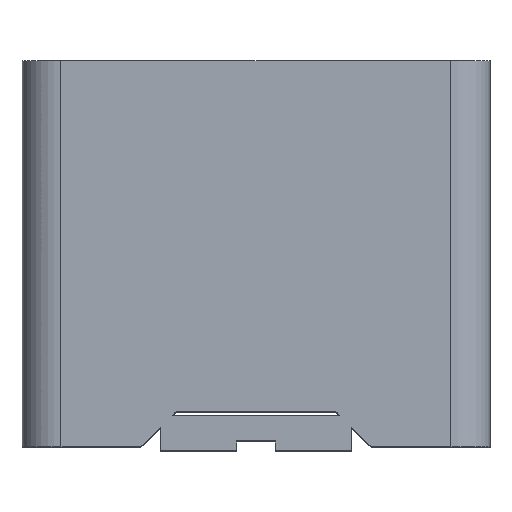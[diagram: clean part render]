
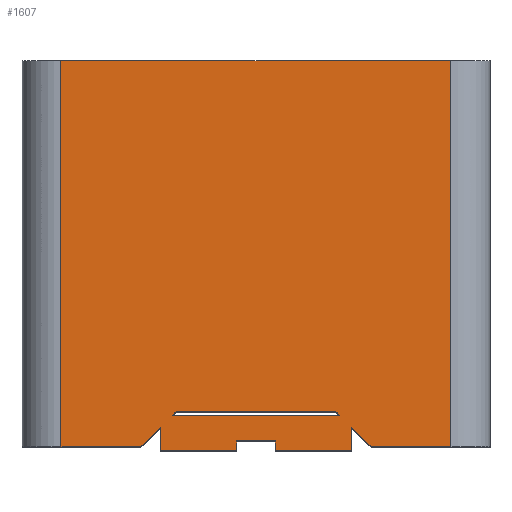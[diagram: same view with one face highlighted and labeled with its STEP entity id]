
A CAD part, top view. The second image highlights one B-rep face of the part: STEP entity #1607.
In plain terms, the highlighted planar face has unit normal (0, 0, 1).
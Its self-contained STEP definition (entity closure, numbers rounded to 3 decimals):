
#45=DIRECTION('',(1.,0.,0.));
#46=VECTOR('',#45,10.);
#47=CARTESIAN_POINT('',(-5.,10.,6.));
#48=LINE('',#47,#46);
#315=DIRECTION('',(1.,0.,0.));
#316=VECTOR('',#315,2.05);
#317=CARTESIAN_POINT('',(2.95,0.1,6.));
#318=LINE('',#317,#316);
#349=DIRECTION('',(1.,0.,0.));
#350=VECTOR('',#349,2.05);
#351=CARTESIAN_POINT('',(-5.,0.1,6.));
#352=LINE('',#351,#350);
#395=DIRECTION('',(0.707,-0.707,0.));
#396=VECTOR('',#395,0.141);
#397=CARTESIAN_POINT('',(2.05,1.,6.));
#398=LINE('',#397,#396);
#399=DIRECTION('',(0.707,-0.707,0.));
#400=VECTOR('',#399,0.707);
#401=CARTESIAN_POINT('',(2.45,0.6,6.));
#402=LINE('',#401,#400);
#507=DIRECTION('',(1.,0.,0.));
#508=VECTOR('',#507,4.3);
#509=CARTESIAN_POINT('',(-2.15,0.9,6.));
#510=LINE('',#509,#508);
#535=DIRECTION('',(1.,0.,0.));
#536=VECTOR('',#535,4.1);
#537=CARTESIAN_POINT('',(-2.05,1.,6.));
#538=LINE('',#537,#536);
#539=DIRECTION('',(0.,1.,0.));
#540=VECTOR('',#539,0.25);
#541=CARTESIAN_POINT('',(0.5,0.,6.));
#542=LINE('',#541,#540);
#543=DIRECTION('',(-1.,0.,0.));
#544=VECTOR('',#543,1.);
#545=CARTESIAN_POINT('',(0.5,0.25,6.));
#546=LINE('',#545,#544);
#547=DIRECTION('',(0.,1.,0.));
#548=VECTOR('',#547,0.25);
#549=CARTESIAN_POINT('',(-0.5,0.,6.));
#550=LINE('',#549,#548);
#551=DIRECTION('',(0.,1.,0.));
#552=VECTOR('',#551,0.6);
#553=CARTESIAN_POINT('',(-2.45,0.,6.));
#554=LINE('',#553,#552);
#555=DIRECTION('',(0.,-1.,0.));
#556=VECTOR('',#555,9.9);
#557=CARTESIAN_POINT('',(-5.,10.,6.));
#558=LINE('',#557,#556);
#559=DIRECTION('',(0.,-1.,0.));
#560=VECTOR('',#559,9.9);
#561=CARTESIAN_POINT('',(5.,10.,6.));
#562=LINE('',#561,#560);
#567=DIRECTION('',(0.707,0.707,0.));
#568=VECTOR('',#567,0.707);
#569=CARTESIAN_POINT('',(-2.95,0.1,6.));
#570=LINE('',#569,#568);
#571=DIRECTION('',(0.707,0.707,0.));
#572=VECTOR('',#571,0.141);
#573=CARTESIAN_POINT('',(-2.15,0.9,6.));
#574=LINE('',#573,#572);
#631=DIRECTION('',(1.,0.,0.));
#632=VECTOR('',#631,1.95);
#633=CARTESIAN_POINT('',(0.5,0.,6.));
#634=LINE('',#633,#632);
#671=DIRECTION('',(1.,0.,0.));
#672=VECTOR('',#671,1.95);
#673=CARTESIAN_POINT('',(-2.45,0.,6.));
#674=LINE('',#673,#672);
#759=DIRECTION('',(0.,1.,0.));
#760=VECTOR('',#759,0.6);
#761=CARTESIAN_POINT('',(2.45,0.,6.));
#762=LINE('',#761,#760);
#823=CARTESIAN_POINT('',(2.45,0.,6.));
#825=VERTEX_POINT('',#823);
#828=CARTESIAN_POINT('',(-2.45,0.,6.));
#830=VERTEX_POINT('',#828);
#844=CARTESIAN_POINT('',(0.5,0.,6.));
#846=VERTEX_POINT('',#844);
#852=CARTESIAN_POINT('',(-0.5,0.,6.));
#854=VERTEX_POINT('',#852);
#865=CARTESIAN_POINT('',(0.5,0.25,6.));
#866=VERTEX_POINT('',#865);
#869=CARTESIAN_POINT('',(-0.5,0.25,6.));
#870=VERTEX_POINT('',#869);
#880=CARTESIAN_POINT('',(5.,0.1,6.));
#882=VERTEX_POINT('',#880);
#883=CARTESIAN_POINT('',(5.,10.,6.));
#884=VERTEX_POINT('',#883);
#895=CARTESIAN_POINT('',(-5.,0.1,6.));
#897=VERTEX_POINT('',#895);
#901=CARTESIAN_POINT('',(-5.,10.,6.));
#902=VERTEX_POINT('',#901);
#903=CARTESIAN_POINT('',(2.05,1.,6.));
#905=VERTEX_POINT('',#903);
#907=CARTESIAN_POINT('',(2.45,0.6,6.));
#909=VERTEX_POINT('',#907);
#912=CARTESIAN_POINT('',(-2.05,1.,6.));
#914=VERTEX_POINT('',#912);
#916=CARTESIAN_POINT('',(-2.45,0.6,6.));
#918=VERTEX_POINT('',#916);
#935=CARTESIAN_POINT('',(2.15,0.9,6.));
#936=VERTEX_POINT('',#935);
#941=CARTESIAN_POINT('',(-2.95,0.1,6.));
#942=VERTEX_POINT('',#941);
#953=CARTESIAN_POINT('',(2.95,0.1,6.));
#954=VERTEX_POINT('',#953);
#963=CARTESIAN_POINT('',(-2.15,0.9,6.));
#964=VERTEX_POINT('',#963);
#1569=CARTESIAN_POINT('',(-6.,10.,6.));
#1570=DIRECTION('',(0.,0.,1.));
#1571=DIRECTION('',(1.,0.,0.));
#1572=AXIS2_PLACEMENT_3D('',#1569,#1570,#1571);
#1573=PLANE('',#1572);
#1574=ORIENTED_EDGE('',*,*,#1378,.F.);
#1576=ORIENTED_EDGE('',*,*,#1575,.F.);
#1578=ORIENTED_EDGE('',*,*,#1577,.F.);
#1580=ORIENTED_EDGE('',*,*,#1579,.T.);
#1582=ORIENTED_EDGE('',*,*,#1581,.T.);
#1584=ORIENTED_EDGE('',*,*,#1583,.F.);
#1586=ORIENTED_EDGE('',*,*,#1585,.F.);
#1588=ORIENTED_EDGE('',*,*,#1587,.T.);
#1590=ORIENTED_EDGE('',*,*,#1589,.F.);
#1591=ORIENTED_EDGE('',*,*,#1323,.F.);
#1593=ORIENTED_EDGE('',*,*,#1592,.F.);
#1594=ORIENTED_EDGE('',*,*,#990,.T.);
#1596=ORIENTED_EDGE('',*,*,#1595,.T.);
#1597=ORIENTED_EDGE('',*,*,#1299,.F.);
#1598=EDGE_LOOP('',(#1574,#1576,#1578,#1580,#1582,#1584,#1586,#1588,#1590,#1591,
#1593,#1594,#1596,#1597));
#1599=FACE_OUTER_BOUND('',#1598,.F.);
#1601=ORIENTED_EDGE('',*,*,#1600,.F.);
#1602=ORIENTED_EDGE('',*,*,#1547,.T.);
#1603=ORIENTED_EDGE('',*,*,#1370,.F.);
#1604=ORIENTED_EDGE('',*,*,#1412,.F.);
#1605=EDGE_LOOP('',(#1601,#1602,#1603,#1604));
#1606=FACE_BOUND('',#1605,.F.);
#990=EDGE_CURVE('',#902,#884,#48,.T.);
#1299=EDGE_CURVE('',#954,#882,#318,.T.);
#1323=EDGE_CURVE('',#897,#942,#352,.T.);
#1370=EDGE_CURVE('',#905,#936,#398,.T.);
#1378=EDGE_CURVE('',#909,#954,#402,.T.);
#1412=EDGE_CURVE('',#914,#905,#538,.T.);
#1547=EDGE_CURVE('',#964,#936,#510,.T.);
#1575=EDGE_CURVE('',#825,#909,#762,.T.);
#1577=EDGE_CURVE('',#846,#825,#634,.T.);
#1579=EDGE_CURVE('',#846,#866,#542,.T.);
#1581=EDGE_CURVE('',#866,#870,#546,.T.);
#1583=EDGE_CURVE('',#854,#870,#550,.T.);
#1585=EDGE_CURVE('',#830,#854,#674,.T.);
#1587=EDGE_CURVE('',#830,#918,#554,.T.);
#1589=EDGE_CURVE('',#942,#918,#570,.T.);
#1592=EDGE_CURVE('',#902,#897,#558,.T.);
#1595=EDGE_CURVE('',#884,#882,#562,.T.);
#1600=EDGE_CURVE('',#964,#914,#574,.T.);
#1607=ADVANCED_FACE('',(#1599,#1606),#1573,.T.);
